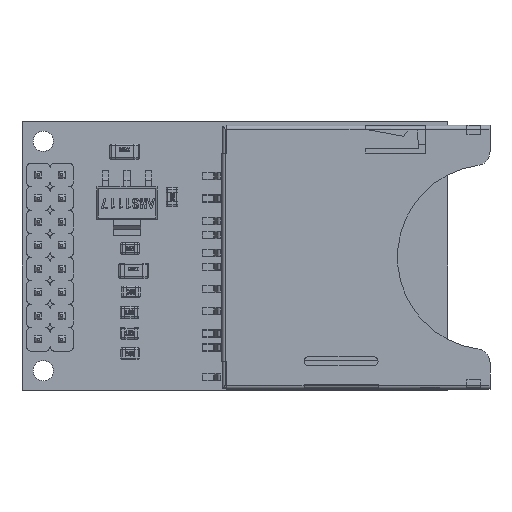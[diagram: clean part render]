
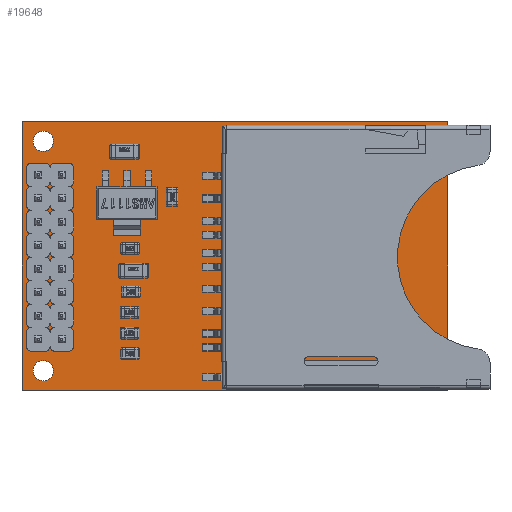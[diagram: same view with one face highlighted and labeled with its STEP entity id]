
A CAD part, top view. The second image highlights one B-rep face of the part: STEP entity #19648.
In plain terms, the highlighted planar face has unit normal (0, 0, 1).
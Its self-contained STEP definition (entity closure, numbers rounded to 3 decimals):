
#1639=LINE('',#26997,#3576);
#1643=LINE('',#27004,#3580);
#1646=LINE('',#27010,#3583);
#1648=LINE('',#27013,#3585);
#3576=VECTOR('',#22256,29.);
#3580=VECTOR('',#22262,46.);
#3583=VECTOR('',#22267,29.);
#3585=VECTOR('',#22271,46.);
#5515=PLANE('',#20791);
#6220=FACE_BOUND('',#7490,.T.);
#6221=FACE_BOUND('',#7491,.T.);
#6222=FACE_BOUND('',#7492,.T.);
#6223=FACE_BOUND('',#7493,.T.);
#6224=FACE_BOUND('',#7494,.T.);
#6225=FACE_BOUND('',#7495,.T.);
#6226=FACE_BOUND('',#7496,.T.);
#6227=FACE_BOUND('',#7497,.T.);
#6228=FACE_BOUND('',#7498,.T.);
#6229=FACE_BOUND('',#7499,.T.);
#6230=FACE_BOUND('',#7500,.T.);
#6231=FACE_BOUND('',#7501,.T.);
#6232=FACE_BOUND('',#7502,.T.);
#6233=FACE_BOUND('',#7503,.T.);
#6234=FACE_BOUND('',#7504,.T.);
#6235=FACE_BOUND('',#7505,.T.);
#6236=FACE_BOUND('',#7506,.T.);
#6237=FACE_BOUND('',#7507,.T.);
#6383=FACE_OUTER_BOUND('',#7489,.T.);
#7489=EDGE_LOOP('',(#13839,#13840,#13841,#13842));
#7490=EDGE_LOOP('',(#13843));
#7491=EDGE_LOOP('',(#13844));
#7492=EDGE_LOOP('',(#13845));
#7493=EDGE_LOOP('',(#13846));
#7494=EDGE_LOOP('',(#13847));
#7495=EDGE_LOOP('',(#13848));
#7496=EDGE_LOOP('',(#13849));
#7497=EDGE_LOOP('',(#13850));
#7498=EDGE_LOOP('',(#13851));
#7499=EDGE_LOOP('',(#13852));
#7500=EDGE_LOOP('',(#13853));
#7501=EDGE_LOOP('',(#13854));
#7502=EDGE_LOOP('',(#13855));
#7503=EDGE_LOOP('',(#13856));
#7504=EDGE_LOOP('',(#13857));
#7505=EDGE_LOOP('',(#13858));
#7506=EDGE_LOOP('',(#13859));
#7507=EDGE_LOOP('',(#13860));
#8697=CIRCLE('',#20735,0.75);
#8699=CIRCLE('',#20738,0.75);
#8701=CIRCLE('',#20741,0.75);
#8703=CIRCLE('',#20744,0.75);
#8705=CIRCLE('',#20747,0.75);
#8707=CIRCLE('',#20750,0.75);
#8709=CIRCLE('',#20753,0.75);
#8711=CIRCLE('',#20756,0.75);
#8713=CIRCLE('',#20759,0.75);
#8715=CIRCLE('',#20762,0.75);
#8717=CIRCLE('',#20765,0.75);
#8719=CIRCLE('',#20768,0.75);
#8721=CIRCLE('',#20771,0.75);
#8723=CIRCLE('',#20774,0.75);
#8725=CIRCLE('',#20777,0.75);
#8727=CIRCLE('',#20780,0.75);
#8729=CIRCLE('',#20783,1.1);
#8731=CIRCLE('',#20786,1.1);
#9151=VERTEX_POINT('',#26903);
#9153=VERTEX_POINT('',#26908);
#9155=VERTEX_POINT('',#26913);
#9157=VERTEX_POINT('',#26918);
#9159=VERTEX_POINT('',#26923);
#9161=VERTEX_POINT('',#26928);
#9163=VERTEX_POINT('',#26933);
#9165=VERTEX_POINT('',#26938);
#9167=VERTEX_POINT('',#26943);
#9169=VERTEX_POINT('',#26948);
#9171=VERTEX_POINT('',#26953);
#9173=VERTEX_POINT('',#26958);
#9175=VERTEX_POINT('',#26963);
#9177=VERTEX_POINT('',#26968);
#9179=VERTEX_POINT('',#26973);
#9181=VERTEX_POINT('',#26978);
#9183=VERTEX_POINT('',#26983);
#9185=VERTEX_POINT('',#26988);
#9188=VERTEX_POINT('',#26994);
#9189=VERTEX_POINT('',#26996);
#9191=VERTEX_POINT('',#27002);
#9193=VERTEX_POINT('',#27008);
#10965=EDGE_CURVE('',#9151,#9151,#8697,.T.);
#10967=EDGE_CURVE('',#9153,#9153,#8699,.T.);
#10969=EDGE_CURVE('',#9155,#9155,#8701,.T.);
#10971=EDGE_CURVE('',#9157,#9157,#8703,.T.);
#10973=EDGE_CURVE('',#9159,#9159,#8705,.T.);
#10975=EDGE_CURVE('',#9161,#9161,#8707,.T.);
#10977=EDGE_CURVE('',#9163,#9163,#8709,.T.);
#10979=EDGE_CURVE('',#9165,#9165,#8711,.T.);
#10981=EDGE_CURVE('',#9167,#9167,#8713,.T.);
#10983=EDGE_CURVE('',#9169,#9169,#8715,.T.);
#10985=EDGE_CURVE('',#9171,#9171,#8717,.T.);
#10987=EDGE_CURVE('',#9173,#9173,#8719,.T.);
#10989=EDGE_CURVE('',#9175,#9175,#8721,.T.);
#10991=EDGE_CURVE('',#9177,#9177,#8723,.T.);
#10993=EDGE_CURVE('',#9179,#9179,#8725,.T.);
#10995=EDGE_CURVE('',#9181,#9181,#8727,.T.);
#10997=EDGE_CURVE('',#9183,#9183,#8729,.T.);
#10999=EDGE_CURVE('',#9185,#9185,#8731,.T.);
#11002=EDGE_CURVE('',#9189,#9188,#1639,.T.);
#11006=EDGE_CURVE('',#9188,#9191,#1643,.T.);
#11009=EDGE_CURVE('',#9191,#9193,#1646,.T.);
#11011=EDGE_CURVE('',#9193,#9189,#1648,.T.);
#13839=ORIENTED_EDGE('',*,*,#11002,.T.);
#13840=ORIENTED_EDGE('',*,*,#11006,.T.);
#13841=ORIENTED_EDGE('',*,*,#11009,.T.);
#13842=ORIENTED_EDGE('',*,*,#11011,.T.);
#13843=ORIENTED_EDGE('',*,*,#10965,.F.);
#13844=ORIENTED_EDGE('',*,*,#10967,.F.);
#13845=ORIENTED_EDGE('',*,*,#10969,.F.);
#13846=ORIENTED_EDGE('',*,*,#10971,.F.);
#13847=ORIENTED_EDGE('',*,*,#10973,.F.);
#13848=ORIENTED_EDGE('',*,*,#10975,.F.);
#13849=ORIENTED_EDGE('',*,*,#10977,.F.);
#13850=ORIENTED_EDGE('',*,*,#10979,.F.);
#13851=ORIENTED_EDGE('',*,*,#10981,.F.);
#13852=ORIENTED_EDGE('',*,*,#10983,.F.);
#13853=ORIENTED_EDGE('',*,*,#10985,.F.);
#13854=ORIENTED_EDGE('',*,*,#10987,.F.);
#13855=ORIENTED_EDGE('',*,*,#10989,.F.);
#13856=ORIENTED_EDGE('',*,*,#10991,.F.);
#13857=ORIENTED_EDGE('',*,*,#10993,.F.);
#13858=ORIENTED_EDGE('',*,*,#10995,.F.);
#13859=ORIENTED_EDGE('',*,*,#10997,.F.);
#13860=ORIENTED_EDGE('',*,*,#10999,.F.);
#19648=ADVANCED_FACE('',(#6383,#6220,#6221,#6222,#6223,#6224,#6225,#6226,
#6227,#6228,#6229,#6230,#6231,#6232,#6233,#6234,#6235,#6236,#6237),#5515,
 .F.);
#20735=AXIS2_PLACEMENT_3D('',#26904,#22148,#22149);
#20738=AXIS2_PLACEMENT_3D('',#26909,#22154,#22155);
#20741=AXIS2_PLACEMENT_3D('',#26914,#22160,#22161);
#20744=AXIS2_PLACEMENT_3D('',#26919,#22166,#22167);
#20747=AXIS2_PLACEMENT_3D('',#26924,#22172,#22173);
#20750=AXIS2_PLACEMENT_3D('',#26929,#22178,#22179);
#20753=AXIS2_PLACEMENT_3D('',#26934,#22184,#22185);
#20756=AXIS2_PLACEMENT_3D('',#26939,#22190,#22191);
#20759=AXIS2_PLACEMENT_3D('',#26944,#22196,#22197);
#20762=AXIS2_PLACEMENT_3D('',#26949,#22202,#22203);
#20765=AXIS2_PLACEMENT_3D('',#26954,#22208,#22209);
#20768=AXIS2_PLACEMENT_3D('',#26959,#22214,#22215);
#20771=AXIS2_PLACEMENT_3D('',#26964,#22220,#22221);
#20774=AXIS2_PLACEMENT_3D('',#26969,#22226,#22227);
#20777=AXIS2_PLACEMENT_3D('',#26974,#22232,#22233);
#20780=AXIS2_PLACEMENT_3D('',#26979,#22238,#22239);
#20783=AXIS2_PLACEMENT_3D('',#26984,#22244,#22245);
#20786=AXIS2_PLACEMENT_3D('',#26989,#22250,#22251);
#20791=AXIS2_PLACEMENT_3D('',#27014,#22272,#22273);
#22148=DIRECTION('center_axis',(0.,0.,1.));
#22149=DIRECTION('ref_axis',(1.,0.,0.));
#22154=DIRECTION('center_axis',(0.,0.,1.));
#22155=DIRECTION('ref_axis',(1.,0.,0.));
#22160=DIRECTION('center_axis',(0.,0.,1.));
#22161=DIRECTION('ref_axis',(1.,0.,0.));
#22166=DIRECTION('center_axis',(0.,0.,1.));
#22167=DIRECTION('ref_axis',(1.,0.,0.));
#22172=DIRECTION('center_axis',(0.,0.,1.));
#22173=DIRECTION('ref_axis',(1.,0.,0.));
#22178=DIRECTION('center_axis',(0.,0.,1.));
#22179=DIRECTION('ref_axis',(1.,0.,0.));
#22184=DIRECTION('center_axis',(0.,0.,1.));
#22185=DIRECTION('ref_axis',(1.,0.,0.));
#22190=DIRECTION('center_axis',(0.,0.,1.));
#22191=DIRECTION('ref_axis',(1.,0.,0.));
#22196=DIRECTION('center_axis',(0.,0.,1.));
#22197=DIRECTION('ref_axis',(1.,0.,0.));
#22202=DIRECTION('center_axis',(0.,0.,1.));
#22203=DIRECTION('ref_axis',(1.,0.,0.));
#22208=DIRECTION('center_axis',(0.,0.,1.));
#22209=DIRECTION('ref_axis',(1.,0.,0.));
#22214=DIRECTION('center_axis',(0.,0.,1.));
#22215=DIRECTION('ref_axis',(1.,0.,0.));
#22220=DIRECTION('center_axis',(0.,0.,1.));
#22221=DIRECTION('ref_axis',(1.,0.,0.));
#22226=DIRECTION('center_axis',(0.,0.,1.));
#22227=DIRECTION('ref_axis',(1.,0.,0.));
#22232=DIRECTION('center_axis',(0.,0.,1.));
#22233=DIRECTION('ref_axis',(1.,0.,0.));
#22238=DIRECTION('center_axis',(0.,0.,1.));
#22239=DIRECTION('ref_axis',(1.,0.,0.));
#22244=DIRECTION('center_axis',(0.,0.,1.));
#22245=DIRECTION('ref_axis',(-1.,0.,0.));
#22250=DIRECTION('center_axis',(0.,0.,1.));
#22251=DIRECTION('ref_axis',(1.,0.,0.));
#22256=DIRECTION('',(0.,1.,0.));
#22262=DIRECTION('',(-1.,0.,0.));
#22267=DIRECTION('',(0.,-1.,0.));
#22271=DIRECTION('',(1.,0.,0.));
#22272=DIRECTION('center_axis',(0.,0.,-1.));
#22273=DIRECTION('ref_axis',(-1.,0.,0.));
#26903=CARTESIAN_POINT('',(-20.45,-8.89,1.4));
#26904=CARTESIAN_POINT('Origin',(-21.2,-8.89,1.4));
#26908=CARTESIAN_POINT('',(-20.45,-6.35,1.4));
#26909=CARTESIAN_POINT('Origin',(-21.2,-6.35,1.4));
#26913=CARTESIAN_POINT('',(-20.45,-3.81,1.4));
#26914=CARTESIAN_POINT('Origin',(-21.2,-3.81,1.4));
#26918=CARTESIAN_POINT('',(-20.45,-1.27,1.4));
#26919=CARTESIAN_POINT('Origin',(-21.2,-1.27,1.4));
#26923=CARTESIAN_POINT('',(-20.45,1.27,1.4));
#26924=CARTESIAN_POINT('Origin',(-21.2,1.27,1.4));
#26928=CARTESIAN_POINT('',(-20.45,3.81,1.4));
#26929=CARTESIAN_POINT('Origin',(-21.2,3.81,1.4));
#26933=CARTESIAN_POINT('',(-20.45,6.35,1.4));
#26934=CARTESIAN_POINT('Origin',(-21.2,6.35,1.4));
#26938=CARTESIAN_POINT('',(-17.91,-8.89,1.4));
#26939=CARTESIAN_POINT('Origin',(-18.66,-8.89,1.4));
#26943=CARTESIAN_POINT('',(-17.91,-6.35,1.4));
#26944=CARTESIAN_POINT('Origin',(-18.66,-6.35,1.4));
#26948=CARTESIAN_POINT('',(-17.91,-3.81,1.4));
#26949=CARTESIAN_POINT('Origin',(-18.66,-3.81,1.4));
#26953=CARTESIAN_POINT('',(-17.91,-1.27,1.4));
#26954=CARTESIAN_POINT('Origin',(-18.66,-1.27,1.4));
#26958=CARTESIAN_POINT('',(-17.91,1.27,1.4));
#26959=CARTESIAN_POINT('Origin',(-18.66,1.27,1.4));
#26963=CARTESIAN_POINT('',(-17.91,3.81,1.4));
#26964=CARTESIAN_POINT('Origin',(-18.66,3.81,1.4));
#26968=CARTESIAN_POINT('',(-17.91,6.35,1.4));
#26969=CARTESIAN_POINT('Origin',(-18.66,6.35,1.4));
#26973=CARTESIAN_POINT('',(-17.91,8.89,1.4));
#26974=CARTESIAN_POINT('Origin',(-18.66,8.89,1.4));
#26978=CARTESIAN_POINT('',(-20.45,8.89,1.4));
#26979=CARTESIAN_POINT('Origin',(-21.2,8.89,1.4));
#26983=CARTESIAN_POINT('',(-19.6,-12.4,1.4));
#26984=CARTESIAN_POINT('Origin',(-20.7,-12.4,1.4));
#26988=CARTESIAN_POINT('',(-19.6,12.4,1.4));
#26989=CARTESIAN_POINT('Origin',(-20.7,12.4,1.4));
#26994=CARTESIAN_POINT('',(23.,14.5,1.4));
#26996=CARTESIAN_POINT('',(23.,-14.5,1.4));
#26997=CARTESIAN_POINT('',(23.,-14.5,1.4));
#27002=CARTESIAN_POINT('',(-23.,14.5,1.4));
#27004=CARTESIAN_POINT('',(-23.,14.5,1.4));
#27008=CARTESIAN_POINT('',(-23.,-14.5,1.4));
#27010=CARTESIAN_POINT('',(-23.,-14.5,1.4));
#27013=CARTESIAN_POINT('',(-23.,-14.5,1.4));
#27014=CARTESIAN_POINT('Origin',(0.,0.,1.4));
